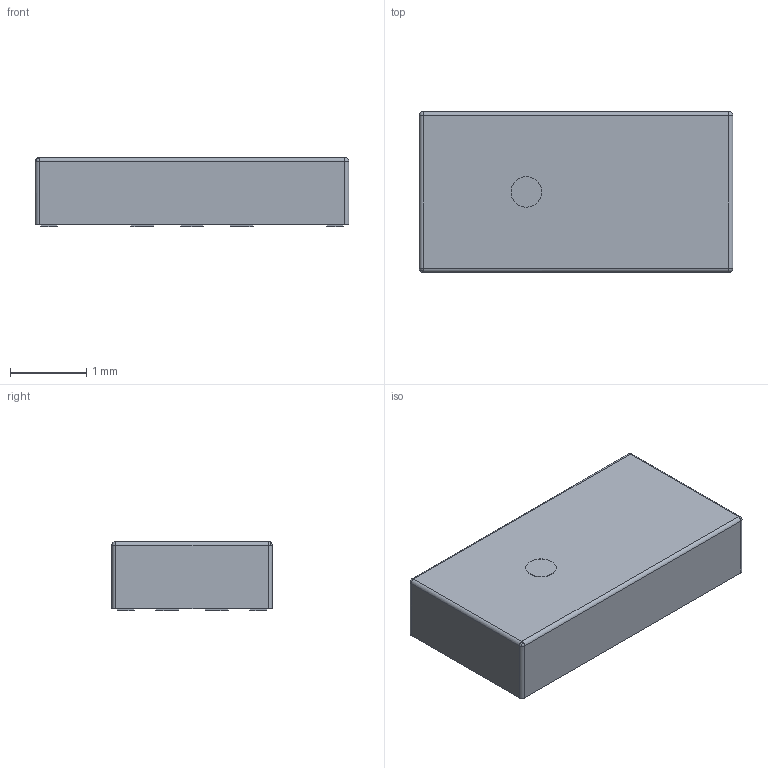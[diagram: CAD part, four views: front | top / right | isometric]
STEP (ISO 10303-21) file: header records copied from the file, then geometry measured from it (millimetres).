
FILE_DESCRIPTION((''),'2;1');
FILE_NAME('XFMR_ANAREN_BD0205F5050A00.stp','2012-10-03T16:12:08',(''),(''),'Mechanical Desktop 2011','Mechanical Desktop 2011',', , ');
FILE_SCHEMA(('AUTOMOTIVE_DESIGN { 1 2 10303 214 1 1 1 1 }'));
Length unit declared in the file: millimetre
Products named in the file (1): Product
Bounding box: 4.1 x 2.1 x 0.91 mm (x, y, z)
Volume: 7.6 mm3; surface area: 29.7 mm2
Topology: 12 solids, 12 shells, 86 faces, 174 edges, 111 vertices
Faces by surface type: plane 69, cylinder 12, sphere 5
Entity records: 2244 total; most frequent: DIRECTION 374, CARTESIAN_POINT 370, ORIENTED_EDGE 344, EDGE_CURVE 172, VECTOR 144, LINE 144, AXIS2_PLACEMENT_3D 115, VERTEX_POINT 111
